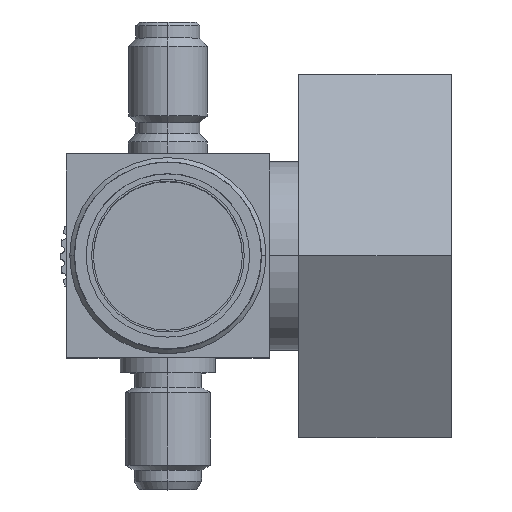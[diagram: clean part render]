
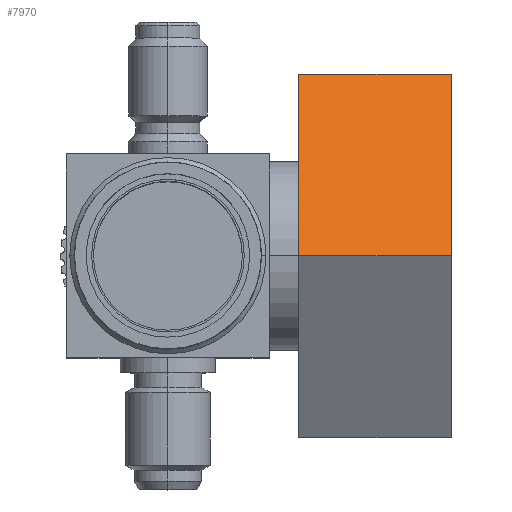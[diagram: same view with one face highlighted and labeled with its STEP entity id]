
A CAD part, top view. The second image highlights one B-rep face of the part: STEP entity #7970.
In plain terms, the highlighted planar face has unit normal (0, 0.5, 0.866).
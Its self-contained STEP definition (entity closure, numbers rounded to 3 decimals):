
#3476=DIRECTION('',(0.,-0.866,0.5));
#3477=VECTOR('',#3476,28.868);
#3478=CARTESIAN_POINT('',(39.,25.,19.434));
#3479=LINE('',#3478,#3477);
#3522=DIRECTION('',(0.,0.866,-0.5));
#3523=VECTOR('',#3522,28.868);
#3524=CARTESIAN_POINT('',(18.,0.,33.868));
#3525=LINE('',#3524,#3523);
#3552=DIRECTION('',(1.,0.,0.));
#3553=VECTOR('',#3552,21.);
#3554=CARTESIAN_POINT('',(18.,25.,19.434));
#3555=LINE('',#3554,#3553);
#3556=DIRECTION('',(1.,0.,0.));
#3557=VECTOR('',#3556,21.);
#3558=CARTESIAN_POINT('',(18.,0.,33.868));
#3559=LINE('',#3558,#3557);
#4204=CARTESIAN_POINT('',(39.,25.,19.434));
#4206=VERTEX_POINT('',#4204);
#4267=CARTESIAN_POINT('',(39.,0.,33.868));
#4268=VERTEX_POINT('',#4267);
#4282=CARTESIAN_POINT('',(18.,0.,33.868));
#4283=VERTEX_POINT('',#4282);
#4294=CARTESIAN_POINT('',(18.,25.,19.434));
#4295=VERTEX_POINT('',#4294);
#7958=CARTESIAN_POINT('',(39.,25.,19.434));
#7959=DIRECTION('',(0.,-0.5,-0.866));
#7960=DIRECTION('',(0.,0.866,-0.5));
#7961=AXIS2_PLACEMENT_3D('',#7958,#7959,#7960);
#7962=PLANE('',#7961);
#7963=ORIENTED_EDGE('',*,*,#7906,.T.);
#7964=ORIENTED_EDGE('',*,*,#7953,.T.);
#7965=ORIENTED_EDGE('',*,*,#7864,.T.);
#7967=ORIENTED_EDGE('',*,*,#7966,.F.);
#7968=EDGE_LOOP('',(#7963,#7964,#7965,#7967));
#7969=FACE_OUTER_BOUND('',#7968,.F.);
#7970=ADVANCED_FACE('',(#7969),#7962,.F.);
#7864=EDGE_CURVE('',#4206,#4268,#3479,.T.);
#7906=EDGE_CURVE('',#4283,#4295,#3525,.T.);
#7953=EDGE_CURVE('',#4295,#4206,#3555,.T.);
#7966=EDGE_CURVE('',#4283,#4268,#3559,.T.);
